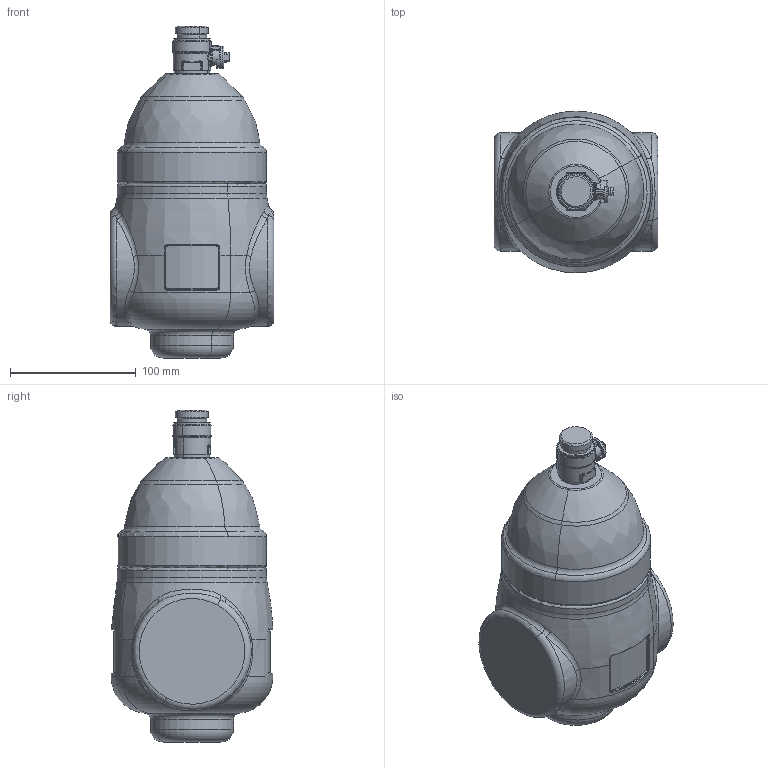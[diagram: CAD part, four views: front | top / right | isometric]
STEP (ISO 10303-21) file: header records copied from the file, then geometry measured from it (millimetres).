
FILE_DESCRIPTION(('CATIA V5 STEP Exchange','CAx-IF Rec.Pracs.--- Model Styling and Organization---1.2---2011-12-15'),'2;1');
FILE_NAME('546317 (STP).stp','2017-01-04T13:25:30+00:00',('none'),('none'),'CATIA Version 5-6 Release 2014 SP5','CATIA V5 STEP AP214','none');
FILE_SCHEMA(('AUTOMOTIVE_DESIGN { 1 0 10303 214 1 1 1 1 }'));
Products named in the file (1): 546317 - TST
Bounding box: 130 x 128.5 x 263.79 mm (x, y, z)
Volume: 2253999.7 mm3; surface area: 99576.4 mm2
Topology: 1 solids, 3 shells, 690 faces, 1605 edges, 915 vertices
Faces by surface type: bspline 379, cylinder 143, plane 67, torus 49, cone 30, sphere 16, revolution 6
Entity records: 45415 total; most frequent: CARTESIAN_POINT 32751, ORIENTED_EDGE 3170, EDGE_CURVE 1585, DIRECTION 1087, B_SPLINE_CURVE_WITH_KNOTS 992, VERTEX_POINT 915, EDGE_LOOP 704, ADVANCED_FACE 690
